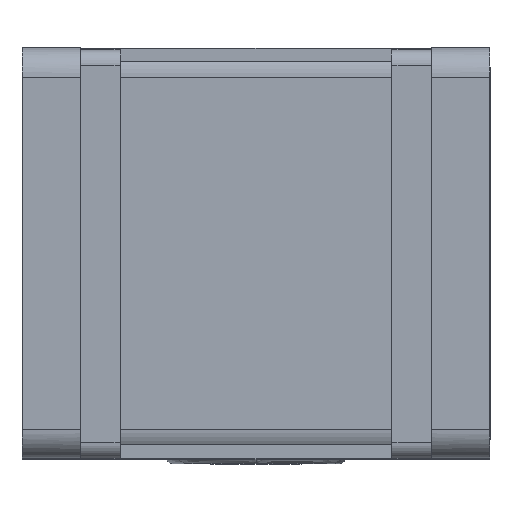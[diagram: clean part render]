
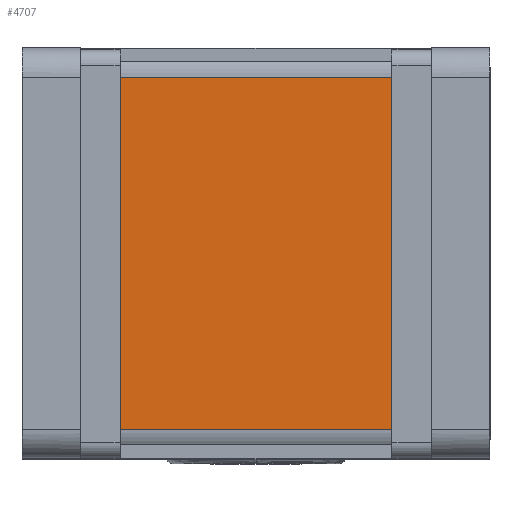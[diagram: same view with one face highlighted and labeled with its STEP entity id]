
A CAD part, top view. The second image highlights one B-rep face of the part: STEP entity #4707.
In plain terms, the highlighted planar face has unit normal (0, -0.001, 1).
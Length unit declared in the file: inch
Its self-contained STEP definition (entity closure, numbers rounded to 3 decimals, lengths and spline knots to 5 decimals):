
#297 = FACE_OUTER_BOUND ( 'NONE', #6575, .T. ) ;
#374 = VERTEX_POINT ( 'NONE', #3589 ) ;
#381 = ORIENTED_EDGE ( 'NONE', *, *, #4442, .T. ) ;
#707 = ORIENTED_EDGE ( 'NONE', *, *, #4937, .F. ) ;
#767 = DIRECTION ( 'NONE',  ( 0., -1., -0.001 ) ) ;
#1014 = CARTESIAN_POINT ( 'NONE',  ( 0.6285, 1.12886, 1.31186 ) ) ;
#1092 = VERTEX_POINT ( 'NONE', #2852 ) ;
#1302 = PLANE ( 'NONE',  #3586 ) ;
#1917 = LINE ( 'NONE', #1014, #4022 ) ;
#2315 = VERTEX_POINT ( 'NONE', #3187 ) ;
#2364 = EDGE_CURVE ( 'NONE', #2555, #1092, #3656, .T. ) ;
#2555 = VERTEX_POINT ( 'NONE', #2905 ) ;
#2829 = VECTOR ( 'NONE', #6465, 39.37008 ) ;
#2852 = CARTESIAN_POINT ( 'NONE',  ( 0.6285, 1.12886, 1.31186 ) ) ;
#2905 = CARTESIAN_POINT ( 'NONE',  ( 2.3715, 1.12886, 1.31186 ) ) ;
#2907 = VECTOR ( 'NONE', #4233, 39.37008 ) ;
#3187 = CARTESIAN_POINT ( 'NONE',  ( 0.6285, -1.12914, 1.31014 ) ) ;
#3326 = CARTESIAN_POINT ( 'NONE',  ( 3., -1.12914, 1.31014 ) ) ;
#3586 = AXIS2_PLACEMENT_3D ( 'NONE', #3326, #5388, #767 ) ;
#3589 = CARTESIAN_POINT ( 'NONE',  ( 2.3715, -1.12914, 1.31014 ) ) ;
#3656 = LINE ( 'NONE', #4740, #2907 ) ;
#3914 = VECTOR ( 'NONE', #5689, 39.37008 ) ;
#4022 = VECTOR ( 'NONE', #5126, 39.37008 ) ;
#4233 = DIRECTION ( 'NONE',  ( -1., 0., 0. ) ) ;
#4238 = LINE ( 'NONE', #4646, #3914 ) ;
#4442 = EDGE_CURVE ( 'NONE', #1092, #2315, #1917, .T. ) ;
#4646 = CARTESIAN_POINT ( 'NONE',  ( 2.3715, 1.12886, 1.31186 ) ) ;
#4707 = ADVANCED_FACE ( 'NONE', ( #297 ), #1302, .T. ) ;
#4740 = CARTESIAN_POINT ( 'NONE',  ( 3., 1.12886, 1.31186 ) ) ;
#4880 = LINE ( 'NONE', #5860, #2829 ) ;
#4937 = EDGE_CURVE ( 'NONE', #2555, #374, #4238, .T. ) ;
#5126 = DIRECTION ( 'NONE',  ( 0., -1., -0.001 ) ) ;
#5227 = ORIENTED_EDGE ( 'NONE', *, *, #2364, .T. ) ;
#5388 = DIRECTION ( 'NONE',  ( 0., -0.001, 1. ) ) ;
#5689 = DIRECTION ( 'NONE',  ( 0., -1., -0.001 ) ) ;
#5860 = CARTESIAN_POINT ( 'NONE',  ( 3., -1.12914, 1.31014 ) ) ;
#6364 = EDGE_CURVE ( 'NONE', #374, #2315, #4880, .T. ) ;
#6427 = ORIENTED_EDGE ( 'NONE', *, *, #6364, .F. ) ;
#6465 = DIRECTION ( 'NONE',  ( -1., 0., 0. ) ) ;
#6575 = EDGE_LOOP ( 'NONE', ( #707, #5227, #381, #6427 ) ) ;
